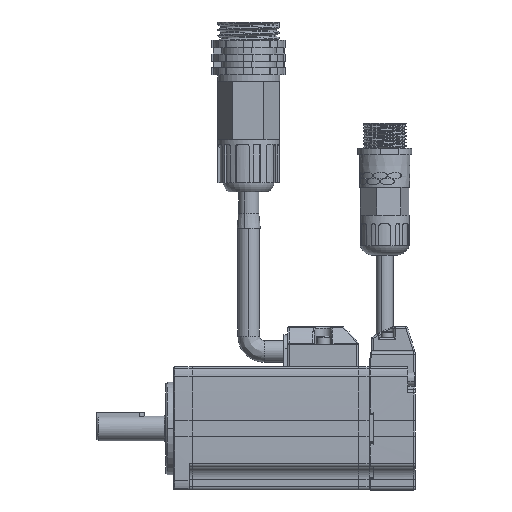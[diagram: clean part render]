
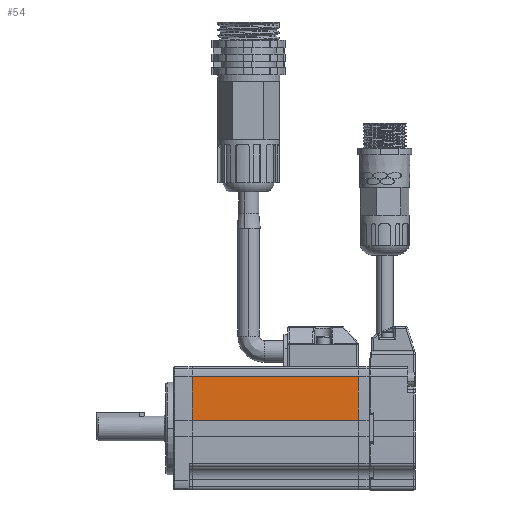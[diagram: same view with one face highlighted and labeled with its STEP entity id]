
A CAD part, front view. The second image highlights one B-rep face of the part: STEP entity #54.
In plain terms, the highlighted cylindrical face has radius 518.5 mm (diameter 1037 mm), a partial arc.
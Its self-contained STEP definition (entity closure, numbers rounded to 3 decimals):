
#54 = ADVANCED_FACE ( 'NONE', ( #25692 ), #82220, .T. ) ;
#730 = VERTEX_POINT ( 'NONE', #18237 ) ;
#1701 = CARTESIAN_POINT ( 'NONE',  ( 86.623, 32.016, 58.268 ) ) ;
#3794 = VECTOR ( 'NONE', #10601, 1000. ) ;
#4694 = VERTEX_POINT ( 'NONE', #5995 ) ;
#5193 = ORIENTED_EDGE ( 'NONE', *, *, #36993, .T. ) ;
#5995 = CARTESIAN_POINT ( 'NONE',  ( 32.623, 32.016, 58.268 ) ) ;
#6054 = EDGE_CURVE ( 'NONE', #56082, #4694, #62220, .T. ) ;
#7076 = CARTESIAN_POINT ( 'NONE',  ( 32.123, 32.016, 58.268 ) ) ;
#10601 = DIRECTION ( 'NONE',  ( -1., 0., 0. ) ) ;
#11755 = CIRCLE ( 'NONE', #65717, 518.5 ) ;
#15982 = AXIS2_PLACEMENT_3D ( 'NONE', #72457, #80486, #76984 ) ;
#16645 = CARTESIAN_POINT ( 'NONE',  ( 87.123, 32.219, 72.769 ) ) ;
#18237 = CARTESIAN_POINT ( 'NONE',  ( 86.623, 32.219, 72.769 ) ) ;
#21822 = LINE ( 'NONE', #7076, #52505 ) ;
#24494 = DIRECTION ( 'NONE',  ( 1., 0., 0. ) ) ;
#24781 = DIRECTION ( 'NONE',  ( 0., 1., 0. ) ) ;
#25692 = FACE_OUTER_BOUND ( 'NONE', #53230, .T. ) ;
#26202 = LINE ( 'NONE', #16645, #3794 ) ;
#33097 = DIRECTION ( 'NONE',  ( 1., 0., 0. ) ) ;
#34440 = EDGE_CURVE ( 'NONE', #730, #56082, #26202, .T. ) ;
#36993 = EDGE_CURVE ( 'NONE', #4694, #77707, #21822, .T. ) ;
#44198 = CARTESIAN_POINT ( 'NONE',  ( 86.623, 550.516, 58.268 ) ) ;
#45459 = CARTESIAN_POINT ( 'NONE',  ( 87.123, 550.516, 58.268 ) ) ;
#51967 = ORIENTED_EDGE ( 'NONE', *, *, #80793, .F. ) ;
#52505 = VECTOR ( 'NONE', #33097, 1000. ) ;
#53230 = EDGE_LOOP ( 'NONE', ( #59296, #5193, #51967, #75664 ) ) ;
#56082 = VERTEX_POINT ( 'NONE', #66058 ) ;
#59296 = ORIENTED_EDGE ( 'NONE', *, *, #6054, .T. ) ;
#62220 = CIRCLE ( 'NONE', #15982, 518.5 ) ;
#65553 = DIRECTION ( 'NONE',  ( -1., 0., 0. ) ) ;
#65717 = AXIS2_PLACEMENT_3D ( 'NONE', #44198, #24494, #24781 ) ;
#66058 = CARTESIAN_POINT ( 'NONE',  ( 32.623, 32.219, 72.769 ) ) ;
#70065 = AXIS2_PLACEMENT_3D ( 'NONE', #45459, #65553, #77910 ) ;
#72457 = CARTESIAN_POINT ( 'NONE',  ( 32.623, 550.516, 58.268 ) ) ;
#75664 = ORIENTED_EDGE ( 'NONE', *, *, #34440, .T. ) ;
#76984 = DIRECTION ( 'NONE',  ( 0., 1., 0. ) ) ;
#77707 = VERTEX_POINT ( 'NONE', #1701 ) ;
#77910 = DIRECTION ( 'NONE',  ( 0., 1., 0. ) ) ;
#80486 = DIRECTION ( 'NONE',  ( 1., 0., 0. ) ) ;
#80793 = EDGE_CURVE ( 'NONE', #730, #77707, #11755, .T. ) ;
#82220 = CYLINDRICAL_SURFACE ( 'NONE', #70065, 518.5 ) ;
